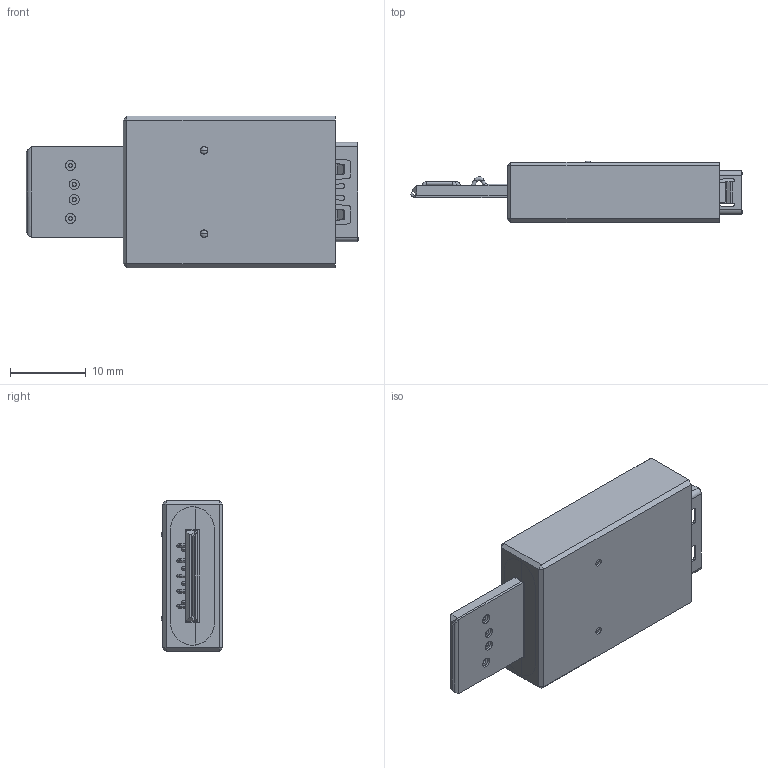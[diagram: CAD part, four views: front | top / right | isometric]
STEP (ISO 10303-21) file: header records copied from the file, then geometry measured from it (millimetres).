
FILE_DESCRIPTION (( 'STEP AP203' ), '1' );
FILE_NAME ('INGUN_112624.STEP', '2021-12-01T10:52:21', ( 'ochi' ), ( '' ), 'SwSTEP 2.0', 'SolidWorks 2018', '' );
FILE_SCHEMA (( 'CONFIG_CONTROL_DESIGN' ));
Length unit declared in the file: millimetre
Products named in the file (1): INGUN_112624
Bounding box: 43.82 x 8.15 x 20 mm (x, y, z)
Volume: 4291.1 mm3; surface area: 3868.1 mm2
Topology: 1 solids, 1 shells, 737 faces, 1899 edges, 1188 vertices
Faces by surface type: plane 354, cylinder 284, torus 49, bspline 30, cone 12, sphere 8
Entity records: 23796 total; most frequent: CARTESIAN_POINT 6067, ORIENTED_EDGE 3782, DIRECTION 3487, EDGE_CURVE 1891, VERTEX_POINT 1188, VECTOR 1175, LINE 1175, AXIS2_PLACEMENT_3D 1156
